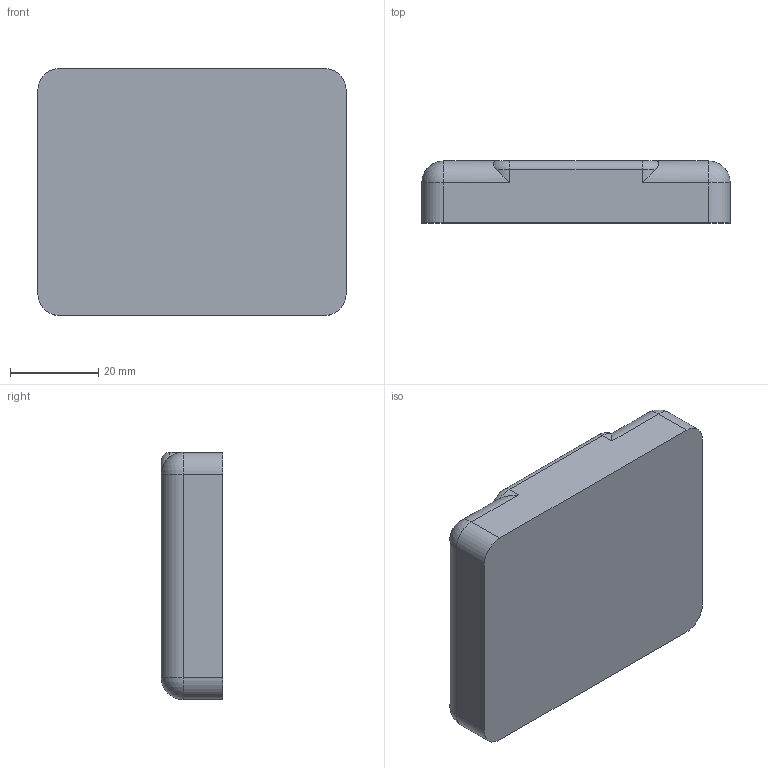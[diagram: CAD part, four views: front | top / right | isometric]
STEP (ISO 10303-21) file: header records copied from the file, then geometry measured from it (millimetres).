
FILE_DESCRIPTION(/* description */ (''),/* implementation_level */ '2;1');
FILE_NAME(/* name */ 'Victor v2.step',/* time_stamp */ '2017-12-11T14:00:53-05:00',/* author */ ('pandaztaco'),/* organization */ (''),/* preprocessor_version */ 'ST-DEVELOPER v16.13',/* originating_system */ 'Autodesk Translation Framework v6.5.0.72',/* authorisation */ '');
FILE_SCHEMA (('AUTOMOTIVE_DESIGN { 1 0 10303 214 3 1 1 }'));
Length unit declared in the file: millimetre
Products named in the file (1): Victor
Bounding box: 70 x 14 x 56.1 mm (x, y, z)
Volume: 53564.1 mm3; surface area: 10734.4 mm2
Topology: 1 solids, 1 shells, 24 faces, 56 edges, 30 vertices
Faces by surface type: cylinder 12, plane 6, sphere 4, torus 2
Entity records: 703 total; most frequent: CARTESIAN_POINT 133, DIRECTION 124, ORIENTED_EDGE 104, EDGE_CURVE 52, AXIS2_PLACEMENT_3D 49, VERTEX_POINT 30, LINE 26, VECTOR 26
